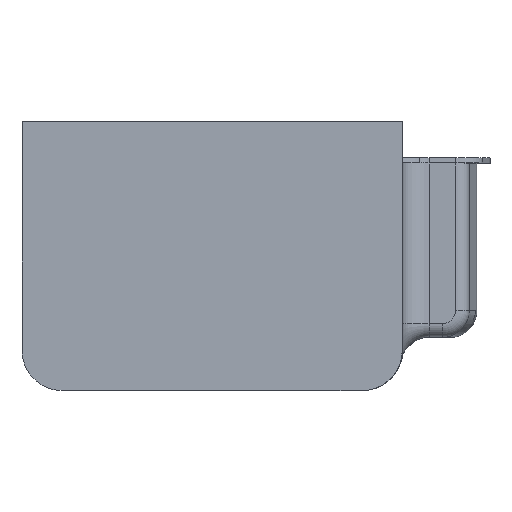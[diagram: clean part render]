
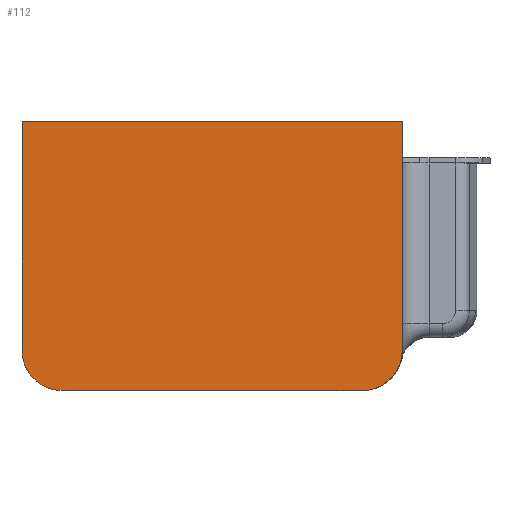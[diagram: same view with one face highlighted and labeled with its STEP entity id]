
A CAD part, top view. The second image highlights one B-rep face of the part: STEP entity #112.
In plain terms, the highlighted planar face has unit normal (0, 0, 1).
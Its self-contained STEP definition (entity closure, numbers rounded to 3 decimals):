
#36 = VERTEX_POINT ( 'NONE', #2951 ) ;
#41 = DIRECTION ( 'NONE',  ( 0., -1., 0. ) ) ;
#72 = DIRECTION ( 'NONE',  ( 0., 0., 1. ) ) ;
#77 = ORIENTED_EDGE ( 'NONE', *, *, #1994, .T. ) ;
#112 = ADVANCED_FACE ( 'NONE', ( #2603 ), #1789, .T. ) ;
#157 = ORIENTED_EDGE ( 'NONE', *, *, #288, .T. ) ;
#192 = VERTEX_POINT ( 'NONE', #2547 ) ;
#288 = EDGE_CURVE ( 'NONE', #2351, #704, #2289, .T. ) ;
#398 = EDGE_CURVE ( 'NONE', #36, #2351, #656, .T. ) ;
#449 = CARTESIAN_POINT ( 'NONE',  ( 47.056, 80.5, 95.902 ) ) ;
#483 = CARTESIAN_POINT ( 'NONE',  ( -94.944, -20., 95.902 ) ) ;
#529 = CARTESIAN_POINT ( 'NONE',  ( 32.056, -5., 95.902 ) ) ;
#592 = CARTESIAN_POINT ( 'NONE',  ( -94.944, 80.5, 95.902 ) ) ;
#607 = CIRCLE ( 'NONE', #1324, 15. ) ;
#656 = LINE ( 'NONE', #920, #2481 ) ;
#704 = VERTEX_POINT ( 'NONE', #592 ) ;
#740 = CARTESIAN_POINT ( 'NONE',  ( 32.056, -20., 95.902 ) ) ;
#920 = CARTESIAN_POINT ( 'NONE',  ( 47.056, -20., 95.902 ) ) ;
#1059 = EDGE_CURVE ( 'NONE', #192, #3043, #2093, .T. ) ;
#1061 = DIRECTION ( 'NONE',  ( 1., 0., 0. ) ) ;
#1088 = CARTESIAN_POINT ( 'NONE',  ( -94.944, 80.5, 95.902 ) ) ;
#1223 = EDGE_LOOP ( 'NONE', ( #3165, #1557, #1333, #77, #2661, #157 ) ) ;
#1319 = DIRECTION ( 'NONE',  ( -1., 0., 0. ) ) ;
#1324 = AXIS2_PLACEMENT_3D ( 'NONE', #529, #72, #1061 ) ;
#1333 = ORIENTED_EDGE ( 'NONE', *, *, #1059, .T. ) ;
#1345 = DIRECTION ( 'NONE',  ( 0., 0., 1. ) ) ;
#1487 = AXIS2_PLACEMENT_3D ( 'NONE', #2104, #1345, #2092 ) ;
#1557 = ORIENTED_EDGE ( 'NONE', *, *, #2124, .T. ) ;
#1638 = VECTOR ( 'NONE', #1319, 1000. ) ;
#1789 = PLANE ( 'NONE',  #1972 ) ;
#1971 = CIRCLE ( 'NONE', #1487, 15. ) ;
#1972 = AXIS2_PLACEMENT_3D ( 'NONE', #2035, #1991, #3024 ) ;
#1991 = DIRECTION ( 'NONE',  ( 0., 0., 1. ) ) ;
#1994 = EDGE_CURVE ( 'NONE', #3043, #36, #607, .T. ) ;
#2035 = CARTESIAN_POINT ( 'NONE',  ( 0., 0., 95.902 ) ) ;
#2054 = CARTESIAN_POINT ( 'NONE',  ( -94.944, 80.5, 95.902 ) ) ;
#2092 = DIRECTION ( 'NONE',  ( 1., 0., 0. ) ) ;
#2093 = LINE ( 'NONE', #483, #2435 ) ;
#2104 = CARTESIAN_POINT ( 'NONE',  ( -79.944, -5., 95.902 ) ) ;
#2117 = VERTEX_POINT ( 'NONE', #2566 ) ;
#2124 = EDGE_CURVE ( 'NONE', #2117, #192, #1971, .T. ) ;
#2289 = LINE ( 'NONE', #1088, #1638 ) ;
#2351 = VERTEX_POINT ( 'NONE', #449 ) ;
#2435 = VECTOR ( 'NONE', #2965, 1000. ) ;
#2481 = VECTOR ( 'NONE', #2909, 1000. ) ;
#2489 = EDGE_CURVE ( 'NONE', #704, #2117, #3144, .T. ) ;
#2547 = CARTESIAN_POINT ( 'NONE',  ( -79.944, -20., 95.902 ) ) ;
#2566 = CARTESIAN_POINT ( 'NONE',  ( -94.944, -5., 95.902 ) ) ;
#2603 = FACE_OUTER_BOUND ( 'NONE', #1223, .T. ) ;
#2661 = ORIENTED_EDGE ( 'NONE', *, *, #398, .T. ) ;
#2671 = VECTOR ( 'NONE', #41, 1000. ) ;
#2909 = DIRECTION ( 'NONE',  ( 0., 1., 0. ) ) ;
#2951 = CARTESIAN_POINT ( 'NONE',  ( 47.056, -5., 95.902 ) ) ;
#2965 = DIRECTION ( 'NONE',  ( 1., 0., 0. ) ) ;
#3024 = DIRECTION ( 'NONE',  ( 1., 0., 0. ) ) ;
#3043 = VERTEX_POINT ( 'NONE', #740 ) ;
#3144 = LINE ( 'NONE', #2054, #2671 ) ;
#3165 = ORIENTED_EDGE ( 'NONE', *, *, #2489, .T. ) ;
